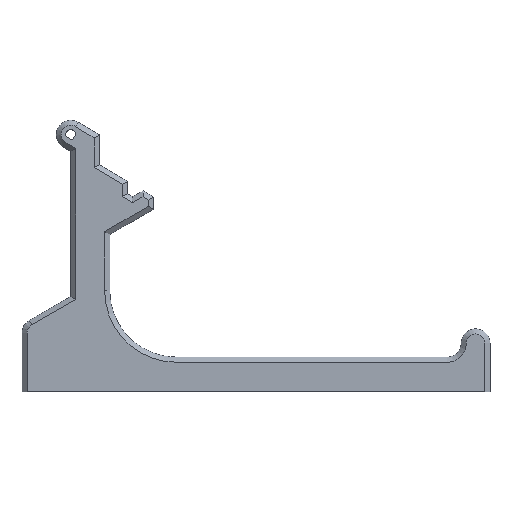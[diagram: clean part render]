
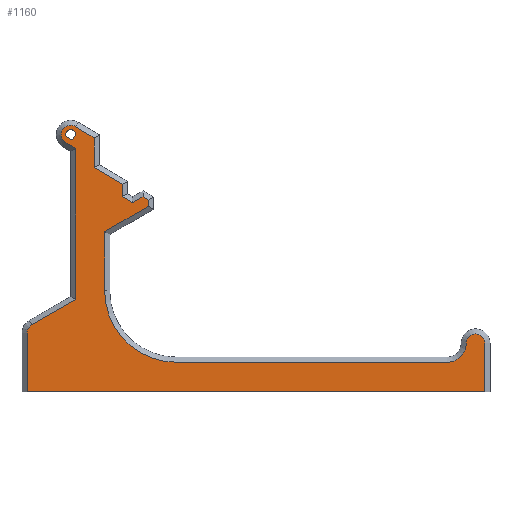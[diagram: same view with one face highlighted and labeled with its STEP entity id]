
A CAD part, top view. The second image highlights one B-rep face of the part: STEP entity #1160.
In plain terms, the highlighted planar face has unit normal (0, 0, 1).
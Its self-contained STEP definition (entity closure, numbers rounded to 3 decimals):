
#17=FACE_BOUND('',#202,.T.);
#59=PLANE('',#1290);
#136=FACE_OUTER_BOUND('',#201,.T.);
#201=EDGE_LOOP('',(#1025,#1026,#1027,#1028,#1029,#1030,#1031,#1032,#1033,
#1034,#1035,#1036,#1037,#1038,#1039,#1040,#1041,#1042,#1043,#1044,#1045,
#1046));
#202=EDGE_LOOP('',(#1047,#1048,#1049,#1050));
#226=LINE('',#1729,#342);
#230=LINE('',#1741,#346);
#233=LINE('',#1747,#349);
#237=LINE('',#1756,#353);
#240=LINE('',#1765,#356);
#243=LINE('',#1771,#359);
#246=LINE('',#1777,#362);
#249=LINE('',#1783,#365);
#252=LINE('',#1789,#368);
#255=LINE('',#1795,#371);
#258=LINE('',#1801,#374);
#261=LINE('',#1807,#377);
#264=LINE('',#1813,#380);
#269=LINE('',#1823,#385);
#273=LINE('',#1840,#389);
#276=LINE('',#1849,#392);
#319=LINE('',#1950,#435);
#323=LINE('',#1960,#439);
#325=LINE('',#1963,#441);
#342=VECTOR('',#1396,10.);
#346=VECTOR('',#1408,10.);
#349=VECTOR('',#1413,10.);
#353=VECTOR('',#1419,10.);
#356=VECTOR('',#1430,10.);
#359=VECTOR('',#1435,10.);
#362=VECTOR('',#1440,10.);
#365=VECTOR('',#1445,10.);
#368=VECTOR('',#1450,10.);
#371=VECTOR('',#1455,10.);
#374=VECTOR('',#1460,10.);
#377=VECTOR('',#1465,10.);
#380=VECTOR('',#1470,10.);
#385=VECTOR('',#1477,10.);
#389=VECTOR('',#1495,10.);
#392=VECTOR('',#1506,10.);
#435=VECTOR('',#1609,10.);
#439=VECTOR('',#1621,10.);
#441=VECTOR('',#1625,10.);
#470=CIRCLE('',#1226,4.6);
#472=CIRCLE('',#1232,4.6);
#474=CIRCLE('',#1245,4.6);
#476=CIRCLE('',#1248,9.33);
#478=CIRCLE('',#1252,35.33);
#486=CIRCLE('',#1283,2.5);
#488=CIRCLE('',#1287,2.5);
#526=VERTEX_POINT('',#1726);
#527=VERTEX_POINT('',#1728);
#529=VERTEX_POINT('',#1733);
#531=VERTEX_POINT('',#1739);
#533=VERTEX_POINT('',#1746);
#536=VERTEX_POINT('',#1753);
#537=VERTEX_POINT('',#1755);
#539=VERTEX_POINT('',#1760);
#541=VERTEX_POINT('',#1770);
#543=VERTEX_POINT('',#1776);
#545=VERTEX_POINT('',#1782);
#547=VERTEX_POINT('',#1788);
#549=VERTEX_POINT('',#1794);
#551=VERTEX_POINT('',#1800);
#553=VERTEX_POINT('',#1806);
#555=VERTEX_POINT('',#1812);
#556=VERTEX_POINT('',#1816);
#559=VERTEX_POINT('',#1821);
#561=VERTEX_POINT('',#1826);
#563=VERTEX_POINT('',#1832);
#565=VERTEX_POINT('',#1838);
#567=VERTEX_POINT('',#1844);
#592=VERTEX_POINT('',#1941);
#593=VERTEX_POINT('',#1943);
#595=VERTEX_POINT('',#1949);
#597=VERTEX_POINT('',#1955);
#642=EDGE_CURVE('',#526,#527,#226,.T.);
#645=EDGE_CURVE('',#529,#526,#470,.T.);
#648=EDGE_CURVE('',#531,#529,#230,.T.);
#651=EDGE_CURVE('',#527,#533,#233,.T.);
#655=EDGE_CURVE('',#536,#537,#237,.T.);
#658=EDGE_CURVE('',#539,#536,#472,.T.);
#660=EDGE_CURVE('',#533,#539,#240,.T.);
#663=EDGE_CURVE('',#537,#541,#243,.T.);
#666=EDGE_CURVE('',#541,#543,#246,.T.);
#669=EDGE_CURVE('',#543,#545,#249,.T.);
#672=EDGE_CURVE('',#545,#547,#252,.T.);
#675=EDGE_CURVE('',#547,#549,#255,.T.);
#678=EDGE_CURVE('',#549,#551,#258,.T.);
#681=EDGE_CURVE('',#551,#553,#261,.T.);
#684=EDGE_CURVE('',#553,#555,#264,.T.);
#689=EDGE_CURVE('',#559,#556,#269,.T.);
#691=EDGE_CURVE('',#561,#559,#474,.T.);
#694=EDGE_CURVE('',#563,#561,#476,.T.);
#697=EDGE_CURVE('',#565,#563,#273,.T.);
#700=EDGE_CURVE('',#567,#565,#478,.T.);
#702=EDGE_CURVE('',#555,#567,#276,.T.);
#749=EDGE_CURVE('',#593,#592,#486,.T.);
#752=EDGE_CURVE('',#595,#593,#319,.T.);
#755=EDGE_CURVE('',#597,#595,#488,.T.);
#758=EDGE_CURVE('',#592,#597,#323,.T.);
#760=EDGE_CURVE('',#531,#556,#325,.T.);
#1025=ORIENTED_EDGE('',*,*,#648,.F.);
#1026=ORIENTED_EDGE('',*,*,#760,.T.);
#1027=ORIENTED_EDGE('',*,*,#689,.F.);
#1028=ORIENTED_EDGE('',*,*,#691,.F.);
#1029=ORIENTED_EDGE('',*,*,#694,.F.);
#1030=ORIENTED_EDGE('',*,*,#697,.F.);
#1031=ORIENTED_EDGE('',*,*,#700,.F.);
#1032=ORIENTED_EDGE('',*,*,#702,.F.);
#1033=ORIENTED_EDGE('',*,*,#684,.F.);
#1034=ORIENTED_EDGE('',*,*,#681,.F.);
#1035=ORIENTED_EDGE('',*,*,#678,.F.);
#1036=ORIENTED_EDGE('',*,*,#675,.F.);
#1037=ORIENTED_EDGE('',*,*,#672,.F.);
#1038=ORIENTED_EDGE('',*,*,#669,.F.);
#1039=ORIENTED_EDGE('',*,*,#666,.F.);
#1040=ORIENTED_EDGE('',*,*,#663,.F.);
#1041=ORIENTED_EDGE('',*,*,#655,.F.);
#1042=ORIENTED_EDGE('',*,*,#658,.F.);
#1043=ORIENTED_EDGE('',*,*,#660,.F.);
#1044=ORIENTED_EDGE('',*,*,#651,.F.);
#1045=ORIENTED_EDGE('',*,*,#642,.F.);
#1046=ORIENTED_EDGE('',*,*,#645,.F.);
#1047=ORIENTED_EDGE('',*,*,#758,.T.);
#1048=ORIENTED_EDGE('',*,*,#755,.T.);
#1049=ORIENTED_EDGE('',*,*,#752,.T.);
#1050=ORIENTED_EDGE('',*,*,#749,.T.);
#1160=ADVANCED_FACE('',(#136,#17),#59,.T.);
#1226=AXIS2_PLACEMENT_3D('',#1735,#1401,#1402);
#1232=AXIS2_PLACEMENT_3D('',#1762,#1424,#1425);
#1245=AXIS2_PLACEMENT_3D('',#1828,#1481,#1482);
#1248=AXIS2_PLACEMENT_3D('',#1834,#1488,#1489);
#1252=AXIS2_PLACEMENT_3D('',#1846,#1500,#1501);
#1283=AXIS2_PLACEMENT_3D('',#1944,#1603,#1604);
#1287=AXIS2_PLACEMENT_3D('',#1956,#1615,#1616);
#1290=AXIS2_PLACEMENT_3D('',#1964,#1626,#1627);
#1396=DIRECTION('',(0.866,0.5,0.));
#1401=DIRECTION('center_axis',(0.,0.,-1.));
#1402=DIRECTION('ref_axis',(-0.5,0.866,0.));
#1408=DIRECTION('',(0.,1.,0.));
#1413=DIRECTION('',(0.,1.,0.));
#1419=DIRECTION('',(0.858,-0.513,0.));
#1424=DIRECTION('center_axis',(0.,0.,-1.));
#1425=DIRECTION('ref_axis',(0.513,0.858,0.));
#1430=DIRECTION('',(-0.858,0.513,0.));
#1435=DIRECTION('',(0.,-1.,0.));
#1440=DIRECTION('',(0.858,-0.513,0.));
#1445=DIRECTION('',(-0.016,-1.,0.));
#1450=DIRECTION('',(0.858,-0.513,0.));
#1455=DIRECTION('',(0.874,0.486,0.));
#1460=DIRECTION('',(0.858,-0.513,0.));
#1465=DIRECTION('',(0.,-1.,0.));
#1470=DIRECTION('',(-0.866,-0.5,0.));
#1477=DIRECTION('',(0.,-1.,0.));
#1481=DIRECTION('center_axis',(0.,0.,-1.));
#1482=DIRECTION('ref_axis',(1.,0.,0.));
#1488=DIRECTION('center_axis',(0.,0.,1.));
#1489=DIRECTION('ref_axis',(0.,-1.,0.));
#1495=DIRECTION('',(1.,0.,0.));
#1500=DIRECTION('center_axis',(0.,0.,1.));
#1501=DIRECTION('ref_axis',(-1.,0.,0.));
#1506=DIRECTION('',(0.,-1.,0.));
#1603=DIRECTION('center_axis',(0.,0.,-1.));
#1604=DIRECTION('ref_axis',(-1.,0.,0.));
#1609=DIRECTION('',(-0.513,-0.858,0.));
#1615=DIRECTION('center_axis',(0.,0.,-1.));
#1616=DIRECTION('ref_axis',(-1.,0.,0.));
#1621=DIRECTION('',(-0.858,0.513,0.));
#1625=DIRECTION('',(1.,0.,0.));
#1626=DIRECTION('center_axis',(0.,0.,1.));
#1627=DIRECTION('ref_axis',(1.,0.,0.));
#1726=CARTESIAN_POINT('',(-490.28,421.028,12.));
#1728=CARTESIAN_POINT('',(-468.58,433.557,12.));
#1729=CARTESIAN_POINT('',(-453.325,442.364,12.));
#1733=CARTESIAN_POINT('',(-492.58,417.044,12.));
#1735=CARTESIAN_POINT('Origin',(-487.98,417.044,12.));
#1739=CARTESIAN_POINT('',(-492.58,388.157,12.));
#1741=CARTESIAN_POINT('',(-492.58,465.027,12.));
#1746=CARTESIAN_POINT('',(-468.58,507.876,12.));
#1747=CARTESIAN_POINT('',(-468.58,509.734,12.));
#1753=CARTESIAN_POINT('',(-468.718,518.68,12.));
#1755=CARTESIAN_POINT('',(-459.58,513.213,12.));
#1756=CARTESIAN_POINT('',(-463.539,515.581,12.));
#1760=CARTESIAN_POINT('',(-473.441,510.785,12.));
#1762=CARTESIAN_POINT('Origin',(-471.08,514.732,12.));
#1765=CARTESIAN_POINT('',(-473.44,510.784,12.));
#1770=CARTESIAN_POINT('',(-459.58,498.582,12.));
#1771=CARTESIAN_POINT('',(-459.58,506.505,12.));
#1776=CARTESIAN_POINT('',(-445.65,490.249,12.));
#1777=CARTESIAN_POINT('',(-459.786,498.706,12.));
#1782=CARTESIAN_POINT('',(-445.743,484.28,12.));
#1783=CARTESIAN_POINT('',(-445.512,499.158,12.));
#1788=CARTESIAN_POINT('',(-440.691,481.257,12.));
#1789=CARTESIAN_POINT('',(-459.872,492.733,12.));
#1794=CARTESIAN_POINT('',(-435.475,484.162,12.));
#1795=CARTESIAN_POINT('',(-442.695,480.142,12.));
#1800=CARTESIAN_POINT('',(-432.807,482.565,12.));
#1801=CARTESIAN_POINT('',(-453.376,494.871,12.));
#1806=CARTESIAN_POINT('',(-432.807,479.456,12.));
#1807=CARTESIAN_POINT('',(-432.807,495.511,12.));
#1812=CARTESIAN_POINT('',(-454.41,466.984,12.));
#1813=CARTESIAN_POINT('',(-450.456,469.267,12.));
#1816=CARTESIAN_POINT('',(-267.05,388.157,12.));
#1821=CARTESIAN_POINT('',(-267.05,412.,12.));
#1823=CARTESIAN_POINT('',(-267.05,450.583,12.));
#1826=CARTESIAN_POINT('',(-276.25,412.,12.));
#1828=CARTESIAN_POINT('Origin',(-271.65,412.,12.));
#1832=CARTESIAN_POINT('',(-285.58,402.67,12.));
#1834=CARTESIAN_POINT('Origin',(-285.58,412.,12.));
#1838=CARTESIAN_POINT('',(-419.08,402.67,12.));
#1840=CARTESIAN_POINT('',(-378.843,402.67,12.));
#1844=CARTESIAN_POINT('',(-454.41,438.,12.));
#1846=CARTESIAN_POINT('Origin',(-419.08,438.,12.));
#1849=CARTESIAN_POINT('',(-454.41,475.505,12.));
#1941=CARTESIAN_POINT('',(-470.819,512.246,12.));
#1943=CARTESIAN_POINT('',(-470.133,512.418,12.));
#1944=CARTESIAN_POINT('Origin',(-471.08,514.732,12.));
#1949=CARTESIAN_POINT('',(-468.593,514.993,12.));
#1950=CARTESIAN_POINT('',(-468.593,514.993,12.));
#1955=CARTESIAN_POINT('',(-473.394,513.786,12.));
#1956=CARTESIAN_POINT('Origin',(-471.08,514.732,12.));
#1960=CARTESIAN_POINT('',(-470.39,511.989,12.));
#1963=CARTESIAN_POINT('',(-495.08,388.157,12.));
#1964=CARTESIAN_POINT('Origin',(-472.106,513.009,12.));
